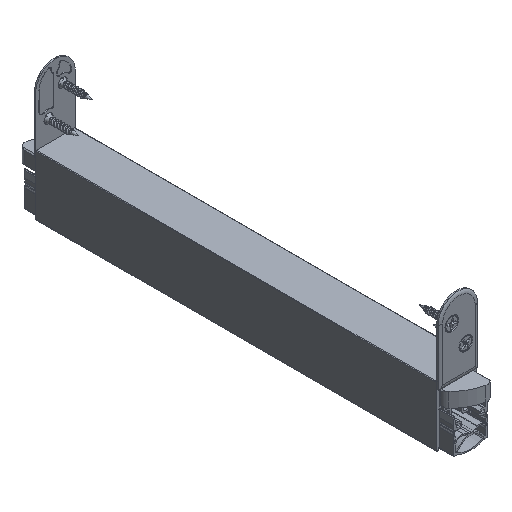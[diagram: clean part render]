
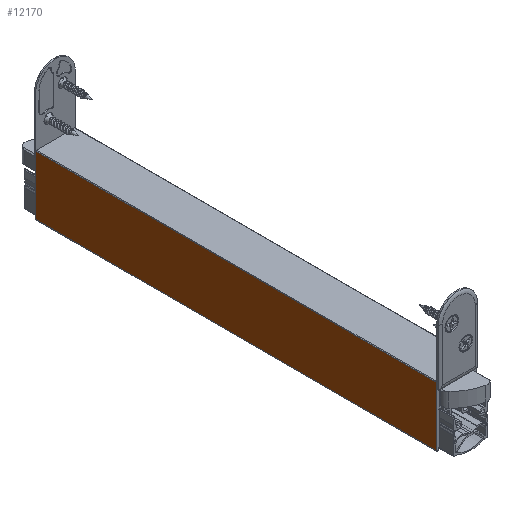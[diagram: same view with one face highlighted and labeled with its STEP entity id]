
A CAD part, isometric view. The second image highlights one B-rep face of the part: STEP entity #12170.
In plain terms, the highlighted planar face has unit normal (-1, 0, 0).
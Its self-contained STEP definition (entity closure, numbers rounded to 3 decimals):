
#1232=ORIENTED_EDGE('',*,*,#4942,.T.);
#1233=ORIENTED_EDGE('',*,*,#4943,.F.);
#1234=ORIENTED_EDGE('',*,*,#4944,.F.);
#1235=ORIENTED_EDGE('',*,*,#4940,.T.);
#4940=EDGE_CURVE('',#6785,#6784,#8028,.T.);
#4942=EDGE_CURVE('',#6784,#6786,#8029,.T.);
#4943=EDGE_CURVE('',#6787,#6786,#8030,.T.);
#4944=EDGE_CURVE('',#6785,#6787,#8031,.T.);
#6784=VERTEX_POINT('',#17454);
#6785=VERTEX_POINT('',#17456);
#6786=VERTEX_POINT('',#17460);
#6787=VERTEX_POINT('',#17462);
#8028=LINE('',#17455,#9136);
#8029=LINE('',#17459,#9137);
#8030=LINE('',#17461,#9138);
#8031=LINE('',#17463,#9139);
#9136=VECTOR('',#14297,1000.);
#9137=VECTOR('',#14302,1000.);
#9138=VECTOR('',#14303,1000.);
#9139=VECTOR('',#14304,1000.);
#10222=EDGE_LOOP('',(#1232,#1233,#1234,#1235));
#10987=FACE_BOUND('',#10222,.T.);
#11740=PLANE('',#13181);
#12170=ADVANCED_FACE('',(#10987),#11740,.F.);
#13181=AXIS2_PLACEMENT_3D('',#17458,#14300,#14301);
#14297=DIRECTION('',(0.,-1.,0.));
#14300=DIRECTION('',(1.,0.,0.));
#14301=DIRECTION('',(0.,0.,-1.));
#14302=DIRECTION('',(0.,0.,1.));
#14303=DIRECTION('',(0.,-1.,0.));
#14304=DIRECTION('',(0.,0.,1.));
#17454=CARTESIAN_POINT('',(-9.852,0.,-29.793));
#17455=CARTESIAN_POINT('',(-9.852,200.,-29.793));
#17456=CARTESIAN_POINT('',(-9.852,200.,-29.793));
#17458=CARTESIAN_POINT('',(-9.852,200.,-0.199));
#17459=CARTESIAN_POINT('',(-9.852,0.,-0.199));
#17460=CARTESIAN_POINT('',(-9.852,0.,-0.199));
#17461=CARTESIAN_POINT('',(-9.852,200.,-0.199));
#17462=CARTESIAN_POINT('',(-9.852,200.,-0.199));
#17463=CARTESIAN_POINT('',(-9.852,200.,-0.199));
